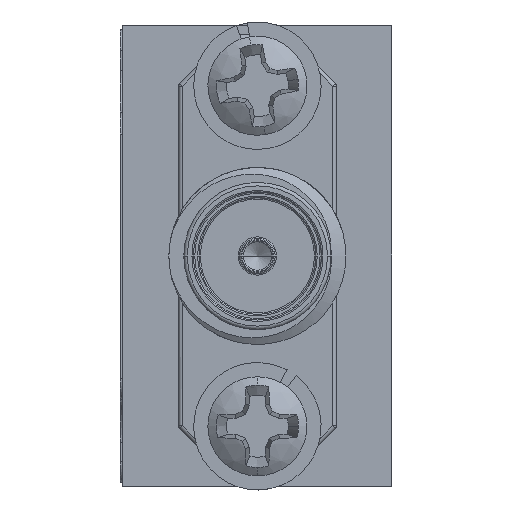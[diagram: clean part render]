
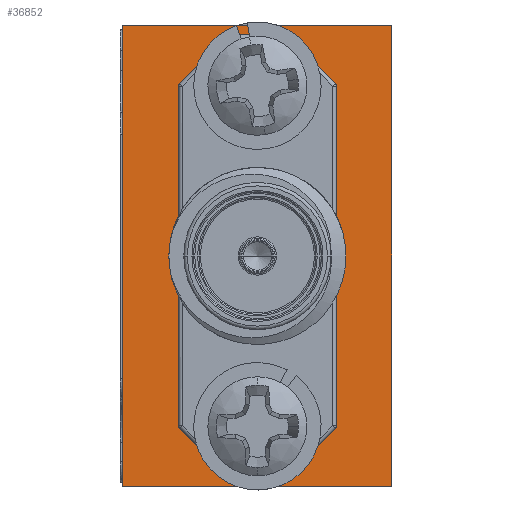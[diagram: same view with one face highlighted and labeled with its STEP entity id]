
A CAD part, left-side view. The second image highlights one B-rep face of the part: STEP entity #36852.
In plain terms, the highlighted planar face has unit normal (-1, 0, 0).
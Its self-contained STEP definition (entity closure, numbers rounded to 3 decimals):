
#261 = DIRECTION ( 'NONE',  ( 0., 0., 1. ) ) ;
#273 = CARTESIAN_POINT ( 'NONE',  ( 936.706, 1009.433, 1036.349 ) ) ;
#606 = EDGE_CURVE ( 'NONE', #11574, #38638, #26802, .T. ) ;
#1363 = VERTEX_POINT ( 'NONE', #41487 ) ;
#1759 = DIRECTION ( 'NONE',  ( -1., 0., 0. ) ) ;
#1852 = CARTESIAN_POINT ( 'NONE',  ( 936.706, 1009.433, 1030.24 ) ) ;
#2560 = ORIENTED_EDGE ( 'NONE', *, *, #26342, .F. ) ;
#2591 = VERTEX_POINT ( 'NONE', #22698 ) ;
#4522 = AXIS2_PLACEMENT_3D ( 'NONE', #1852, #5128, #28767 ) ;
#4588 = CARTESIAN_POINT ( 'NONE',  ( 936.706, 1004.607, 1021.985 ) ) ;
#4643 = DIRECTION ( 'NONE',  ( -1., 0., 0. ) ) ;
#5128 = DIRECTION ( 'NONE',  ( -1., 0., 0. ) ) ;
#5276 = CIRCLE ( 'NONE', #25714, 1.092 ) ;
#7459 = FACE_BOUND ( 'NONE', #12353, .T. ) ;
#7779 = LINE ( 'NONE', #34947, #35110 ) ;
#7877 = FACE_OUTER_BOUND ( 'NONE', #8611, .T. ) ;
#8095 = CARTESIAN_POINT ( 'NONE',  ( 936.706, 1009.433, 1036.349 ) ) ;
#8118 = CARTESIAN_POINT ( 'NONE',  ( 936.706, 1009.433, 1032.018 ) ) ;
#8508 = VERTEX_POINT ( 'NONE', #39935 ) ;
#8611 = EDGE_LOOP ( 'NONE', ( #2560, #35586, #19234, #15069 ) ) ;
#9059 = CIRCLE ( 'NONE', #42871, 1.092 ) ;
#9410 = VERTEX_POINT ( 'NONE', #39341 ) ;
#9518 = DIRECTION ( 'NONE',  ( 0., 0., 1. ) ) ;
#9607 = DIRECTION ( 'NONE',  ( -1., 0., 0. ) ) ;
#9938 = EDGE_CURVE ( 'NONE', #8508, #42674, #5276, .T. ) ;
#10418 = AXIS2_PLACEMENT_3D ( 'NONE', #4588, #10554, #10995 ) ;
#10554 = DIRECTION ( 'NONE',  ( -1., 0., 0. ) ) ;
#10833 = CARTESIAN_POINT ( 'NONE',  ( 936.706, 1004.607, 1021.985 ) ) ;
#10995 = DIRECTION ( 'NONE',  ( 0., 0., 1. ) ) ;
#11574 = VERTEX_POINT ( 'NONE', #37047 ) ;
#11629 = ORIENTED_EDGE ( 'NONE', *, *, #16022, .F. ) ;
#11860 = VECTOR ( 'NONE', #28522, 1000. ) ;
#12005 = EDGE_CURVE ( 'NONE', #41840, #41206, #21465, .T. ) ;
#12302 = EDGE_CURVE ( 'NONE', #9410, #36149, #21196, .T. ) ;
#12353 = EDGE_LOOP ( 'NONE', ( #29430, #34430 ) ) ;
#12423 = ORIENTED_EDGE ( 'NONE', *, *, #9938, .F. ) ;
#12904 = CARTESIAN_POINT ( 'NONE',  ( 936.706, 1009.433, 1024.132 ) ) ;
#13754 = CARTESIAN_POINT ( 'NONE',  ( 936.706, 1009.433, 1035.257 ) ) ;
#14117 = EDGE_LOOP ( 'NONE', ( #11629, #27474 ) ) ;
#14842 = VECTOR ( 'NONE', #42688, 1000. ) ;
#15012 = CARTESIAN_POINT ( 'NONE',  ( 936.706, 1009.433, 1024.132 ) ) ;
#15069 = ORIENTED_EDGE ( 'NONE', *, *, #16835, .T. ) ;
#15966 = CARTESIAN_POINT ( 'NONE',  ( 936.706, 1009.433, 1028.462 ) ) ;
#16022 = EDGE_CURVE ( 'NONE', #41206, #41840, #24287, .T. ) ;
#16835 = EDGE_CURVE ( 'NONE', #36149, #1363, #39822, .T. ) ;
#18934 = DIRECTION ( 'NONE',  ( 0., 0., 1. ) ) ;
#19234 = ORIENTED_EDGE ( 'NONE', *, *, #12302, .T. ) ;
#20563 = DIRECTION ( 'NONE',  ( -1., 0., 0. ) ) ;
#21196 = LINE ( 'NONE', #10833, #27128 ) ;
#21465 = CIRCLE ( 'NONE', #4522, 1.778 ) ;
#21544 = EDGE_CURVE ( 'NONE', #9410, #2591, #7779, .T. ) ;
#21795 = EDGE_CURVE ( 'NONE', #38638, #11574, #33786, .T. ) ;
#22347 = CARTESIAN_POINT ( 'NONE',  ( 936.706, 1004.607, 1038.495 ) ) ;
#22698 = CARTESIAN_POINT ( 'NONE',  ( 936.706, 1014.259, 1021.985 ) ) ;
#23086 = DIRECTION ( 'NONE',  ( 0., 0., 1. ) ) ;
#23199 = AXIS2_PLACEMENT_3D ( 'NONE', #8095, #1759, #24914 ) ;
#24287 = CIRCLE ( 'NONE', #28567, 1.778 ) ;
#24577 = DIRECTION ( 'NONE',  ( 0., 1., 0. ) ) ;
#24914 = DIRECTION ( 'NONE',  ( 0., 0., 1. ) ) ;
#25714 = AXIS2_PLACEMENT_3D ( 'NONE', #12904, #9607, #23086 ) ;
#26142 = CARTESIAN_POINT ( 'NONE',  ( 936.706, 1009.433, 1023.04 ) ) ;
#26342 = EDGE_CURVE ( 'NONE', #2591, #1363, #28725, .T. ) ;
#26802 = CIRCLE ( 'NONE', #33129, 1.092 ) ;
#27128 = VECTOR ( 'NONE', #261, 1000. ) ;
#27474 = ORIENTED_EDGE ( 'NONE', *, *, #12005, .F. ) ;
#28021 = FACE_BOUND ( 'NONE', #39670, .T. ) ;
#28522 = DIRECTION ( 'NONE',  ( 0., 0., 1. ) ) ;
#28567 = AXIS2_PLACEMENT_3D ( 'NONE', #32646, #28912, #18934 ) ;
#28725 = LINE ( 'NONE', #32028, #11860 ) ;
#28767 = DIRECTION ( 'NONE',  ( 0., 0., 1. ) ) ;
#28912 = DIRECTION ( 'NONE',  ( -1., 0., 0. ) ) ;
#29430 = ORIENTED_EDGE ( 'NONE', *, *, #606, .F. ) ;
#32028 = CARTESIAN_POINT ( 'NONE',  ( 936.706, 1014.259, 1021.985 ) ) ;
#32646 = CARTESIAN_POINT ( 'NONE',  ( 936.706, 1009.433, 1030.24 ) ) ;
#33129 = AXIS2_PLACEMENT_3D ( 'NONE', #273, #20563, #9518 ) ;
#33471 = CARTESIAN_POINT ( 'NONE',  ( 936.706, 1004.607, 1038.495 ) ) ;
#33786 = CIRCLE ( 'NONE', #23199, 1.092 ) ;
#34430 = ORIENTED_EDGE ( 'NONE', *, *, #21795, .F. ) ;
#34846 = PLANE ( 'NONE',  #10418 ) ;
#34900 = DIRECTION ( 'NONE',  ( 0., 0., 1. ) ) ;
#34947 = CARTESIAN_POINT ( 'NONE',  ( 936.706, 1004.607, 1021.985 ) ) ;
#35110 = VECTOR ( 'NONE', #24577, 1000. ) ;
#35586 = ORIENTED_EDGE ( 'NONE', *, *, #21544, .F. ) ;
#36149 = VERTEX_POINT ( 'NONE', #22347 ) ;
#36852 = ADVANCED_FACE ( 'NONE', ( #7877, #38137, #7459, #28021 ), #34846, .T. ) ;
#37047 = CARTESIAN_POINT ( 'NONE',  ( 936.706, 1009.433, 1037.441 ) ) ;
#37369 = EDGE_CURVE ( 'NONE', #42674, #8508, #9059, .T. ) ;
#37655 = ORIENTED_EDGE ( 'NONE', *, *, #37369, .F. ) ;
#38137 = FACE_BOUND ( 'NONE', #14117, .T. ) ;
#38638 = VERTEX_POINT ( 'NONE', #13754 ) ;
#39341 = CARTESIAN_POINT ( 'NONE',  ( 936.706, 1004.607, 1021.985 ) ) ;
#39670 = EDGE_LOOP ( 'NONE', ( #12423, #37655 ) ) ;
#39822 = LINE ( 'NONE', #33471, #14842 ) ;
#39935 = CARTESIAN_POINT ( 'NONE',  ( 936.706, 1009.433, 1025.224 ) ) ;
#41206 = VERTEX_POINT ( 'NONE', #8118 ) ;
#41487 = CARTESIAN_POINT ( 'NONE',  ( 936.706, 1014.259, 1038.495 ) ) ;
#41840 = VERTEX_POINT ( 'NONE', #15966 ) ;
#42674 = VERTEX_POINT ( 'NONE', #26142 ) ;
#42688 = DIRECTION ( 'NONE',  ( 0., 1., 0. ) ) ;
#42871 = AXIS2_PLACEMENT_3D ( 'NONE', #15012, #4643, #34900 ) ;
